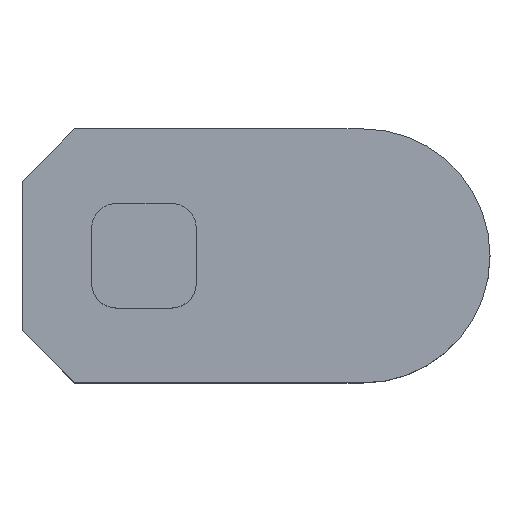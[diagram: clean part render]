
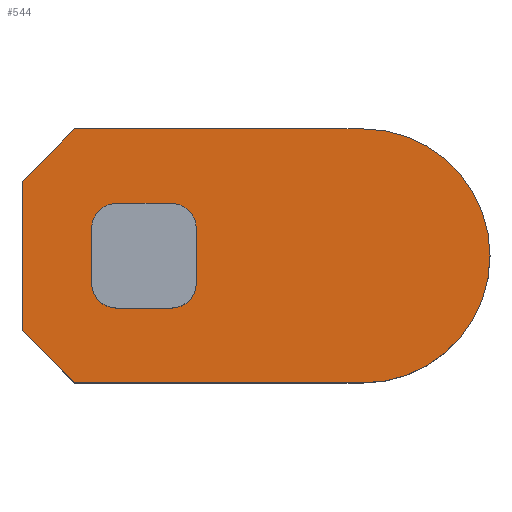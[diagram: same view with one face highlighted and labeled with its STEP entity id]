
A CAD part, top view. The second image highlights one B-rep face of the part: STEP entity #544.
In plain terms, the highlighted planar face has unit normal (0, 0, 1).
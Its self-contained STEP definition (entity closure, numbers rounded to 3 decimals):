
#45=PLANE('',#622);
#52=FACE_BOUND('',#139,.T.);
#67=CIRCLE('',#603,5.);
#68=CIRCLE('',#605,5.);
#69=CIRCLE('',#608,5.);
#70=CIRCLE('',#610,5.);
#71=CIRCLE('',#614,25.5);
#102=FACE_OUTER_BOUND('',#138,.T.);
#138=EDGE_LOOP('',(#490,#491,#492,#493,#494,#495));
#139=EDGE_LOOP('',(#496,#497,#498,#499,#500,#501,#502,#503));
#145=LINE('',#889,#192);
#151=LINE('',#911,#198);
#157=LINE('',#929,#204);
#169=LINE('',#963,#216);
#172=LINE('',#972,#219);
#173=LINE('',#976,#220);
#178=LINE('',#990,#225);
#181=LINE('',#995,#228);
#186=LINE('',#1004,#233);
#192=VECTOR('',#658,10.);
#198=VECTOR('',#678,10.);
#204=VECTOR('',#694,10.);
#216=VECTOR('',#728,10.);
#219=VECTOR('',#741,10.);
#220=VECTOR('',#744,10.);
#225=VECTOR('',#757,10.);
#228=VECTOR('',#762,10.);
#233=VECTOR('',#775,10.);
#250=VERTEX_POINT('',#886);
#251=VERTEX_POINT('',#888);
#259=VERTEX_POINT('',#908);
#260=VERTEX_POINT('',#910);
#266=VERTEX_POINT('',#927);
#267=VERTEX_POINT('',#928);
#276=VERTEX_POINT('',#954);
#277=VERTEX_POINT('',#958);
#278=VERTEX_POINT('',#962);
#279=VERTEX_POINT('',#968);
#280=VERTEX_POINT('',#974);
#281=VERTEX_POINT('',#975);
#284=VERTEX_POINT('',#983);
#286=VERTEX_POINT('',#989);
#302=EDGE_CURVE('',#251,#250,#145,.T.);
#313=EDGE_CURVE('',#260,#259,#151,.T.);
#321=EDGE_CURVE('',#266,#267,#157,.T.);
#334=EDGE_CURVE('',#276,#259,#67,.T.);
#336=EDGE_CURVE('',#260,#277,#68,.T.);
#338=EDGE_CURVE('',#278,#277,#169,.T.);
#340=EDGE_CURVE('',#278,#250,#69,.T.);
#341=EDGE_CURVE('',#251,#279,#70,.T.);
#343=EDGE_CURVE('',#276,#279,#172,.T.);
#344=EDGE_CURVE('',#280,#281,#173,.T.);
#348=EDGE_CURVE('',#284,#280,#71,.T.);
#351=EDGE_CURVE('',#286,#284,#178,.T.);
#354=EDGE_CURVE('',#267,#286,#181,.T.);
#359=EDGE_CURVE('',#266,#281,#186,.T.);
#490=ORIENTED_EDGE('',*,*,#354,.T.);
#491=ORIENTED_EDGE('',*,*,#351,.T.);
#492=ORIENTED_EDGE('',*,*,#348,.T.);
#493=ORIENTED_EDGE('',*,*,#344,.T.);
#494=ORIENTED_EDGE('',*,*,#359,.F.);
#495=ORIENTED_EDGE('',*,*,#321,.T.);
#496=ORIENTED_EDGE('',*,*,#343,.T.);
#497=ORIENTED_EDGE('',*,*,#341,.F.);
#498=ORIENTED_EDGE('',*,*,#302,.T.);
#499=ORIENTED_EDGE('',*,*,#340,.F.);
#500=ORIENTED_EDGE('',*,*,#338,.T.);
#501=ORIENTED_EDGE('',*,*,#336,.F.);
#502=ORIENTED_EDGE('',*,*,#313,.T.);
#503=ORIENTED_EDGE('',*,*,#334,.F.);
#544=ADVANCED_FACE('',(#102,#52),#45,.T.);
#603=AXIS2_PLACEMENT_3D('',#955,#718,#719);
#605=AXIS2_PLACEMENT_3D('',#959,#723,#724);
#608=AXIS2_PLACEMENT_3D('',#966,#732,#733);
#610=AXIS2_PLACEMENT_3D('',#969,#736,#737);
#614=AXIS2_PLACEMENT_3D('',#984,#750,#751);
#622=AXIS2_PLACEMENT_3D('',#1005,#776,#777);
#658=DIRECTION('',(-1.,0.,0.));
#678=DIRECTION('',(1.,0.,0.));
#694=DIRECTION('',(0.,-1.,0.));
#718=DIRECTION('center_axis',(0.,0.,1.));
#719=DIRECTION('ref_axis',(1.,0.,0.));
#723=DIRECTION('center_axis',(0.,0.,1.));
#724=DIRECTION('ref_axis',(0.,1.,0.));
#728=DIRECTION('',(0.,1.,0.));
#732=DIRECTION('center_axis',(0.,0.,1.));
#733=DIRECTION('ref_axis',(-1.,0.,0.));
#736=DIRECTION('center_axis',(0.,0.,1.));
#737=DIRECTION('ref_axis',(0.,-1.,0.));
#741=DIRECTION('',(0.,-1.,0.));
#744=DIRECTION('',(-1.,0.,0.));
#750=DIRECTION('center_axis',(0.,0.,1.));
#751=DIRECTION('ref_axis',(1.,0.,0.));
#757=DIRECTION('',(1.,0.,0.));
#762=DIRECTION('',(0.707,-0.707,0.));
#775=DIRECTION('',(0.707,0.707,0.));
#776=DIRECTION('center_axis',(0.,0.,1.));
#777=DIRECTION('ref_axis',(1.,0.,0.));
#886=CARTESIAN_POINT('',(19.,15.,0.));
#888=CARTESIAN_POINT('',(30.,15.,0.));
#889=CARTESIAN_POINT('',(30.,15.,0.));
#908=CARTESIAN_POINT('',(30.,36.,0.));
#910=CARTESIAN_POINT('',(19.,36.,0.));
#911=CARTESIAN_POINT('',(19.,36.,0.));
#927=CARTESIAN_POINT('',(0.,40.5,0.));
#928=CARTESIAN_POINT('',(0.,10.5,0.));
#929=CARTESIAN_POINT('',(0.,40.5,0.));
#954=CARTESIAN_POINT('',(35.,31.,0.));
#955=CARTESIAN_POINT('Origin',(30.,31.,0.));
#958=CARTESIAN_POINT('',(14.,31.,0.));
#959=CARTESIAN_POINT('Origin',(19.,31.,0.));
#962=CARTESIAN_POINT('',(14.,20.,0.));
#963=CARTESIAN_POINT('',(14.,20.,0.));
#966=CARTESIAN_POINT('Origin',(19.,20.,0.));
#968=CARTESIAN_POINT('',(35.,20.,0.));
#969=CARTESIAN_POINT('Origin',(30.,20.,0.));
#972=CARTESIAN_POINT('',(35.,31.,0.));
#974=CARTESIAN_POINT('',(68.5,51.,0.));
#975=CARTESIAN_POINT('',(10.5,51.,0.));
#976=CARTESIAN_POINT('',(68.5,51.,0.));
#983=CARTESIAN_POINT('',(68.5,0.,0.));
#984=CARTESIAN_POINT('Origin',(68.5,25.5,0.));
#989=CARTESIAN_POINT('',(10.5,0.,0.));
#990=CARTESIAN_POINT('',(10.5,0.,0.));
#995=CARTESIAN_POINT('',(0.,10.5,0.));
#1004=CARTESIAN_POINT('',(0.,40.5,0.));
#1005=CARTESIAN_POINT('Origin',(47.,25.5,0.));
